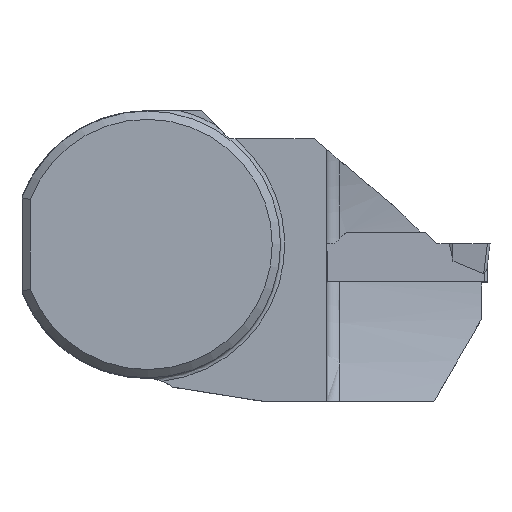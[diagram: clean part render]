
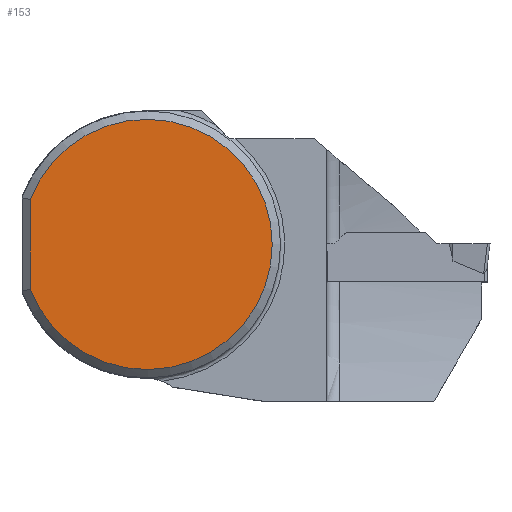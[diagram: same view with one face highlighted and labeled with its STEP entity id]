
A CAD part, top view. The second image highlights one B-rep face of the part: STEP entity #153.
In plain terms, the highlighted planar face has unit normal (0, 0, 1).
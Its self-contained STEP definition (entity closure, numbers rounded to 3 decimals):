
#107=PLANE('',#1317);
#153=ADVANCED_FACE('',(#225),#107,.F.);
#225=FACE_OUTER_BOUND('',#286,.T.);
#286=EDGE_LOOP('',(#620,#621));
#398=LINE('',#1772,#503);
#503=VECTOR('',#1441,1.);
#620=ORIENTED_EDGE('',*,*,#1070,.F.);
#621=ORIENTED_EDGE('',*,*,#1071,.T.);
#958=VERTEX_POINT('',#1773);
#959=VERTEX_POINT('',#1774);
#1070=EDGE_CURVE('',#958,#959,#398,.T.);
#1071=EDGE_CURVE('',#958,#959,#1229,.T.);
#1229=CIRCLE('',#1316,15.);
#1316=AXIS2_PLACEMENT_3D('',#1775,#1442,#1443);
#1317=AXIS2_PLACEMENT_3D('',#1776,#1444,#1445);
#1441=DIRECTION('',(0.,1.,0.));
#1442=DIRECTION('',(0.,0.,1.));
#1443=DIRECTION('',(1.,0.,0.));
#1444=DIRECTION('',(0.,0.,-1.));
#1445=DIRECTION('',(1.,0.,0.));
#1772=CARTESIAN_POINT('',(-14.,0.,0.325));
#1773=CARTESIAN_POINT('',(-14.,-5.385,0.325));
#1774=CARTESIAN_POINT('',(-14.,5.385,0.325));
#1775=CARTESIAN_POINT('',(0.,0.,0.325));
#1776=CARTESIAN_POINT('',(0.,0.,0.325));
